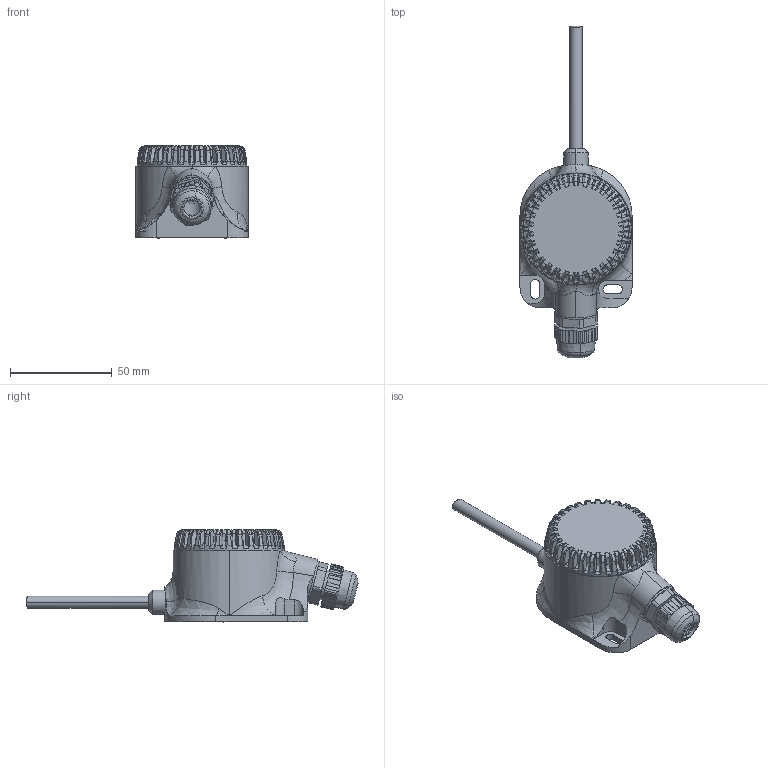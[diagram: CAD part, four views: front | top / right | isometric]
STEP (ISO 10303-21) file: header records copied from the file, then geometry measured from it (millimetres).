
FILE_DESCRIPTION((''),'2;1');
FILE_NAME('1250001_ASM','2020-10-01T15:52:54',('v.yakovlev'),(''),'CREO PARAMETRIC BY PTC INC, 2019080','CREO PARAMETRIC BY PTC INC, 2019080','');
FILE_SCHEMA(('CONFIG_CONTROL_DESIGN'));
Products named in the file (10): PRODUCT_52; PRODUCT_142; PRODUCT_205; PRODUCT_297; PRODUCT_360; PRODUCT_423; PRODUCT_268_ASM; PRODUCT_508; PRODUCT_13_ASM; 1250001_ASM
Assembly tree (10 placements, depth 4):
  1250001_ASM
    PRODUCT_13_ASM
      PRODUCT_52  x2
      PRODUCT_142
      PRODUCT_205
      PRODUCT_268_ASM
        PRODUCT_297
        PRODUCT_360
        PRODUCT_423
      PRODUCT_508
Bounding box: 55 x 162.93 x 45.21 mm (x, y, z)
Volume: 44723.6 mm3; surface area: 43446.8 mm2
Topology: 8 solids, 8 shells, 1502 faces, 4189 edges, 2711 vertices
Faces by surface type: plane 672, cylinder 430, bspline 283, cone 72, torus 43, revolution 2
Entity records: 59673 total; most frequent: CARTESIAN_POINT 32647, ORIENTED_EDGE 6482, DIRECTION 4319, EDGE_CURVE 3241, VERTEX_POINT 2087, AXIS2_PLACEMENT_3D 1567, B_SPLINE_CURVE_WITH_KNOTS 1419, EDGE_LOOP 1212
